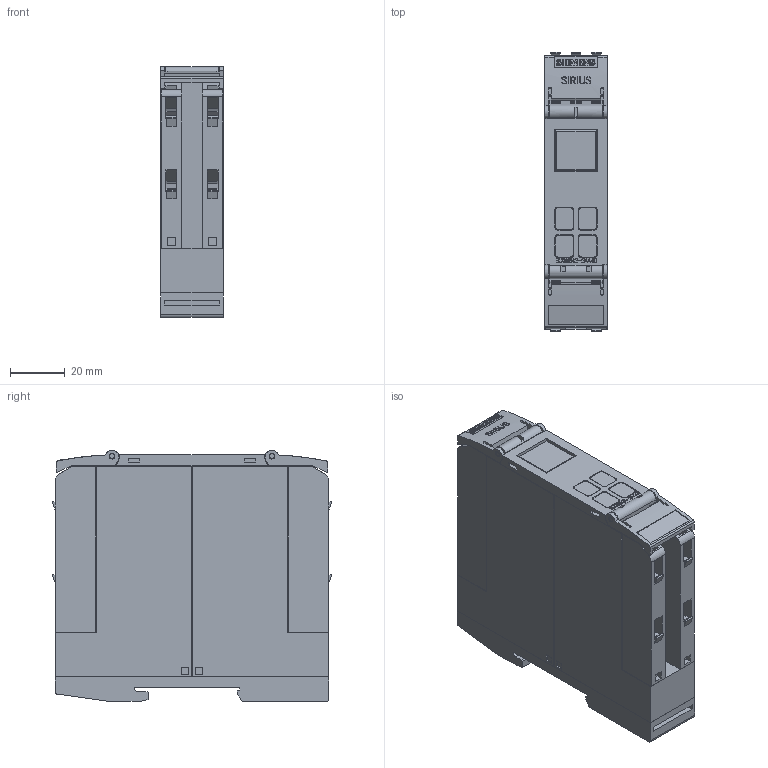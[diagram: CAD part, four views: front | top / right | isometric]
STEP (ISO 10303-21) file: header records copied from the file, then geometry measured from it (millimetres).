
FILE_DESCRIPTION(('STEP AP214'),'1');
FILE_NAME('cctmp_17D7ACF7-683A-4E6C-88B8-5FD7055E87AD_2024_05_27_11_14_56_0392..stp','2024-05-27T09:14:57',('SIEMENS A&D'),('CADClick - www.CADClick.com'),'Spatial InterOp 3D',' ','unknown authorization');
FILE_SCHEMA(('AUTOMOTIVE_DESIGN'));
Length unit declared in the file: millimetre
Products named in the file (1): 3UG5842-2AA40
Bounding box: 22.8 x 101.96 x 91.6 mm (x, y, z)
Volume: 183456.6 mm3; surface area: 49535.7 mm2
Topology: 1 solids, 1 shells, 1575 faces, 4450 edges, 2954 vertices
Faces by surface type: plane 1327, cylinder 232, torus 16
Entity records: 63667 total; most frequent: CARTESIAN_POINT 9648, ORIENTED_EDGE 8884, DIRECTION 8139, EDGE_CURVE 4442, LINE 3805, VECTOR 3805, VERTEX_POINT 2954, AXIS2_PLACEMENT_3D 2167
